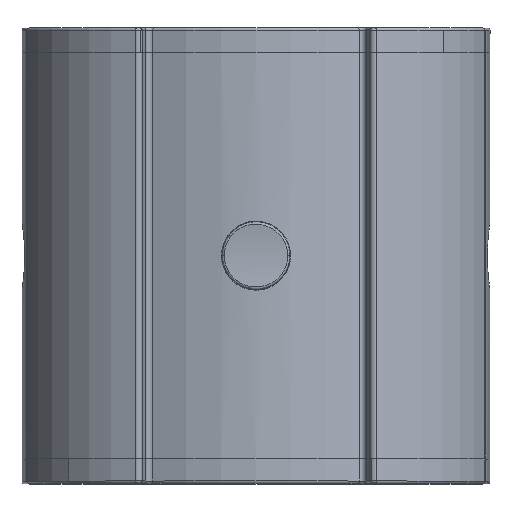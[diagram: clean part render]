
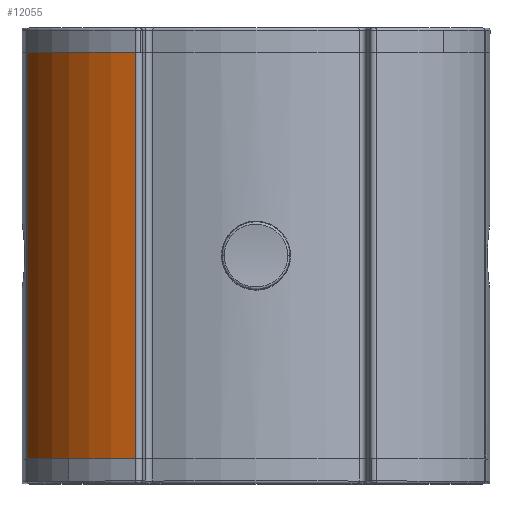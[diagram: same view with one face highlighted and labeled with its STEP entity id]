
A CAD part, top view. The second image highlights one B-rep face of the part: STEP entity #12055.
In plain terms, the highlighted cylindrical face has radius 14 mm (diameter 28 mm), a partial arc.
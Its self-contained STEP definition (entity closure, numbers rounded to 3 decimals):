
#808 = EDGE_CURVE ( 'NONE', #1502, #12400, #1338, .T. ) ;
#1338 = CIRCLE ( 'NONE', #11860, 14. ) ;
#1486 = DIRECTION ( 'NONE',  ( -0.445, 0.895, 0. ) ) ;
#1502 = VERTEX_POINT ( 'NONE', #3178 ) ;
#1530 = CYLINDRICAL_SURFACE ( 'NONE', #5789, 14. ) ;
#2181 = EDGE_CURVE ( 'NONE', #7236, #13966, #12227, .T. ) ;
#2223 = EDGE_CURVE ( 'NONE', #12400, #7236, #7081, .T. ) ;
#2456 = FACE_OUTER_BOUND ( 'NONE', #8326, .T. ) ;
#3178 = CARTESIAN_POINT ( 'NONE',  ( 6.234, 20.035, -16.5 ) ) ;
#3788 = DIRECTION ( 'NONE',  ( 0., 0., -1. ) ) ;
#4524 = VECTOR ( 'NONE', #4865, 1000. ) ;
#4582 = CARTESIAN_POINT ( 'NONE',  ( 6.234, 20.035, 16.5 ) ) ;
#4669 = ORIENTED_EDGE ( 'NONE', *, *, #808, .T. ) ;
#4803 = LINE ( 'NONE', #13529, #4524 ) ;
#4831 = CARTESIAN_POINT ( 'NONE',  ( 0., 7.5, -42.5 ) ) ;
#4865 = DIRECTION ( 'NONE',  ( 0., 0., -1. ) ) ;
#5241 = DIRECTION ( 'NONE',  ( 0., 0., 1. ) ) ;
#5789 = AXIS2_PLACEMENT_3D ( 'NONE', #4831, #8920, #10129 ) ;
#6860 = CARTESIAN_POINT ( 'NONE',  ( 0., 7.5, 16.5 ) ) ;
#7081 = LINE ( 'NONE', #9169, #12001 ) ;
#7236 = VERTEX_POINT ( 'NONE', #11956 ) ;
#7818 = ORIENTED_EDGE ( 'NONE', *, *, #2181, .T. ) ;
#8183 = EDGE_CURVE ( 'NONE', #13966, #1502, #4803, .T. ) ;
#8326 = EDGE_LOOP ( 'NONE', ( #4669, #9090, #7818, #8892 ) ) ;
#8892 = ORIENTED_EDGE ( 'NONE', *, *, #8183, .T. ) ;
#8920 = DIRECTION ( 'NONE',  ( 0., 0., 1. ) ) ;
#9090 = ORIENTED_EDGE ( 'NONE', *, *, #2223, .T. ) ;
#9169 = CARTESIAN_POINT ( 'NONE',  ( -6.234, 20.035, -16.5 ) ) ;
#9621 = DIRECTION ( 'NONE',  ( 0.445, 0.895, 0. ) ) ;
#10129 = DIRECTION ( 'NONE',  ( 1., 0., 0. ) ) ;
#10746 = CARTESIAN_POINT ( 'NONE',  ( 0., 7.5, -16.5 ) ) ;
#11589 = CARTESIAN_POINT ( 'NONE',  ( -6.234, 20.035, -16.5 ) ) ;
#11860 = AXIS2_PLACEMENT_3D ( 'NONE', #10746, #5241, #9621 ) ;
#11956 = CARTESIAN_POINT ( 'NONE',  ( -6.234, 20.035, 16.5 ) ) ;
#12001 = VECTOR ( 'NONE', #13518, 1000. ) ;
#12055 = ADVANCED_FACE ( 'NONE', ( #2456 ), #1530, .T. ) ;
#12227 = CIRCLE ( 'NONE', #12459, 14. ) ;
#12400 = VERTEX_POINT ( 'NONE', #11589 ) ;
#12459 = AXIS2_PLACEMENT_3D ( 'NONE', #6860, #3788, #1486 ) ;
#13518 = DIRECTION ( 'NONE',  ( 0., 0., 1. ) ) ;
#13529 = CARTESIAN_POINT ( 'NONE',  ( 6.234, 20.035, 16.5 ) ) ;
#13966 = VERTEX_POINT ( 'NONE', #4582 ) ;
